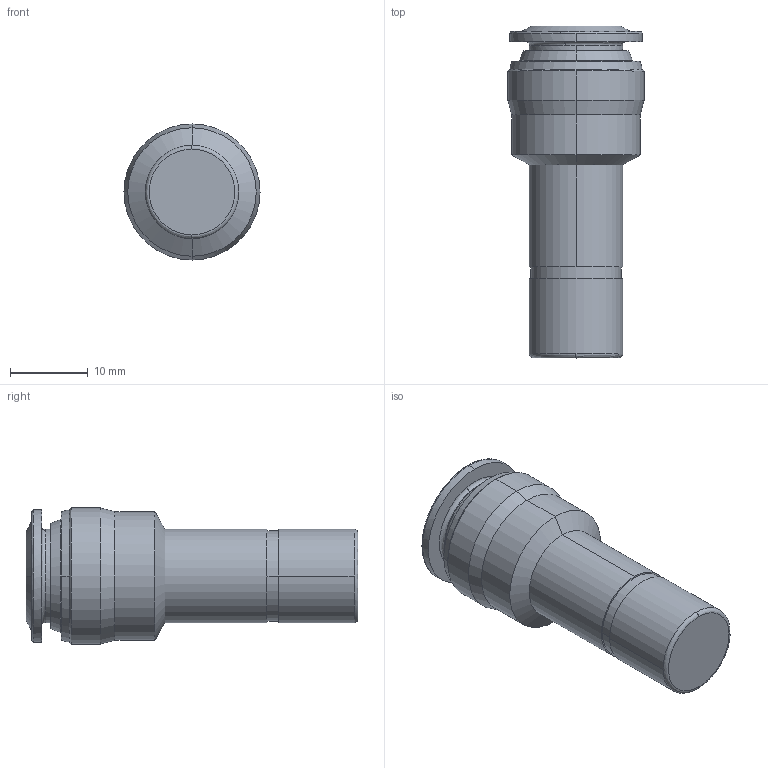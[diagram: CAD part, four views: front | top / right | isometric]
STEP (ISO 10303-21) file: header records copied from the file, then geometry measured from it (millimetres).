
FILE_DESCRIPTION (( 'STEP AP214' ), '1' );
FILE_NAME ('5770000010A.STEP', '2016-12-02T08:16:45', ( '' ), ( '' ), 'SwSTEP 2.0', 'SolidWorks 2016', '' );
FILE_SCHEMA (( 'AUTOMOTIVE_DESIGN' ));
Length unit declared in the file: millimetre
Products named in the file (2): 5770000010A
Bounding box: 17.5 x 42.65 x 17.5 mm (x, y, z)
Volume: 6434.1 mm3; surface area: 2446.8 mm2
Topology: 1 solids, 1 shells, 45 faces, 104 edges, 66 vertices
Faces by surface type: cylinder 14, cone 14, plane 11, bspline 6
Entity records: 1862 total; most frequent: CARTESIAN_POINT 559, DIRECTION 230, ORIENTED_EDGE 208, EDGE_CURVE 104, AXIS2_PLACEMENT_3D 97, VERTEX_POINT 66, CIRCLE 56, EDGE_LOOP 52
